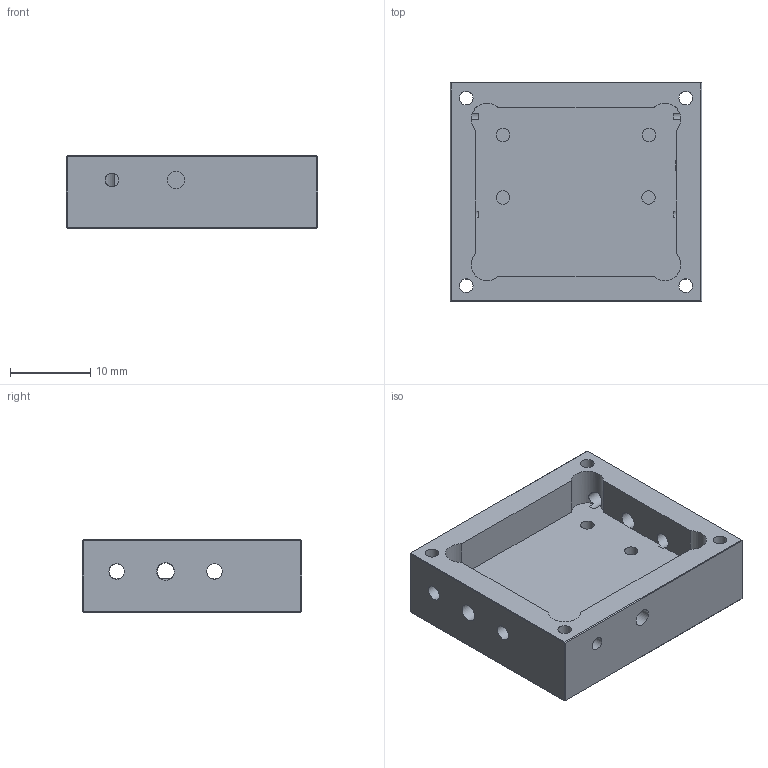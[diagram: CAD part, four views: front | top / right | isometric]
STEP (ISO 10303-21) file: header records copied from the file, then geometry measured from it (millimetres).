
FILE_DESCRIPTION(/* description */ (''),/* implementation_level */ '2;1');
FILE_NAME(/* name */ 'Amplifier Box ND20.stp',/* time_stamp */ '2025-04-11T13:53:00-07:00',/* author */ ('sonata'),/* organization */ (''),/* preprocessor_version */ 'ST-DEVELOPER v19.2',/* originating_system */ 'Autodesk Inventor 2024',/* authorisation */ '');
FILE_SCHEMA (('AUTOMOTIVE_DESIGN { 1 0 10303 214 3 1 1 }'));
Length unit declared in the file: millimetre
Products named in the file (1): Mixer IQ Box ND20
Bounding box: 31.4 x 27.4 x 9 mm (x, y, z)
Volume: 4971.3 mm3; surface area: 3573.8 mm2
Topology: 1 solids, 1 shells, 61 faces, 157 edges, 96 vertices
Faces by surface type: plane 37, cylinder 20, cone 4
Full cylindrical faces by diameter (mm): 1.694 x9, 1.941 x4, 2.15 x1, 2.156 x1, 2.2 x1
Entity records: 1994 total; most frequent: CARTESIAN_POINT 406, DIRECTION 323, ORIENTED_EDGE 314, EDGE_CURVE 157, AXIS2_PLACEMENT_3D 113, LINE 97, VECTOR 97, VERTEX_POINT 96
